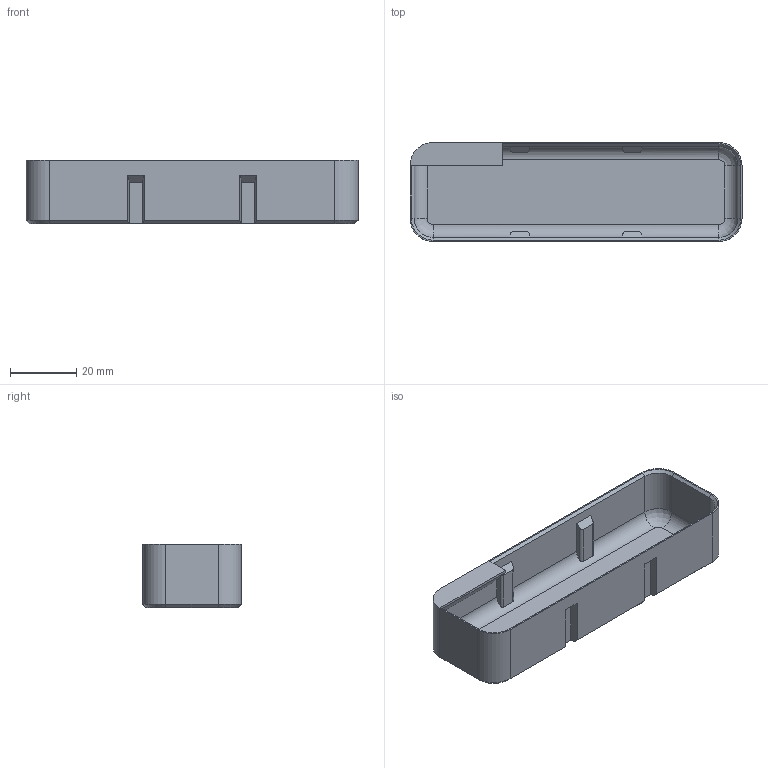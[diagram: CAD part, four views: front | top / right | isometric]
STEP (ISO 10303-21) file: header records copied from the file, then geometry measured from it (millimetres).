
FILE_DESCRIPTION(('FreeCAD Model'),'2;1');
FILE_NAME('Open CASCADE Shape Model','2024-10-15T19:49:01',('FreeCAD'),( 'FreeCAD'),'Open CASCADE STEP processor 7.6','FreeCAD','Unknown');
FILE_SCHEMA(('AUTOMOTIVE_DESIGN { 1 0 10303 214 1 1 1 1 }'));
Length unit declared in the file: millimetre
Products named in the file (1): Open CASCADE STEP translator 7.6 4
Bounding box: 100.5 x 30 x 19.2 mm (x, y, z)
Volume: 10042.9 mm3; surface area: 14916.8 mm2
Topology: 1 solids, 1 shells, 97 faces, 258 edges, 164 vertices
Faces by surface type: plane 66, cylinder 20, cone 7, revolution 4
Entity records: 7312 total; most frequent: CARTESIAN_POINT 2122, DIRECTION 967, LINE 650, VECTOR 650, ORIENTED_EDGE 516, PCURVE 516, DEFINITIONAL_REPRESENTATION 516, EDGE_CURVE 258
